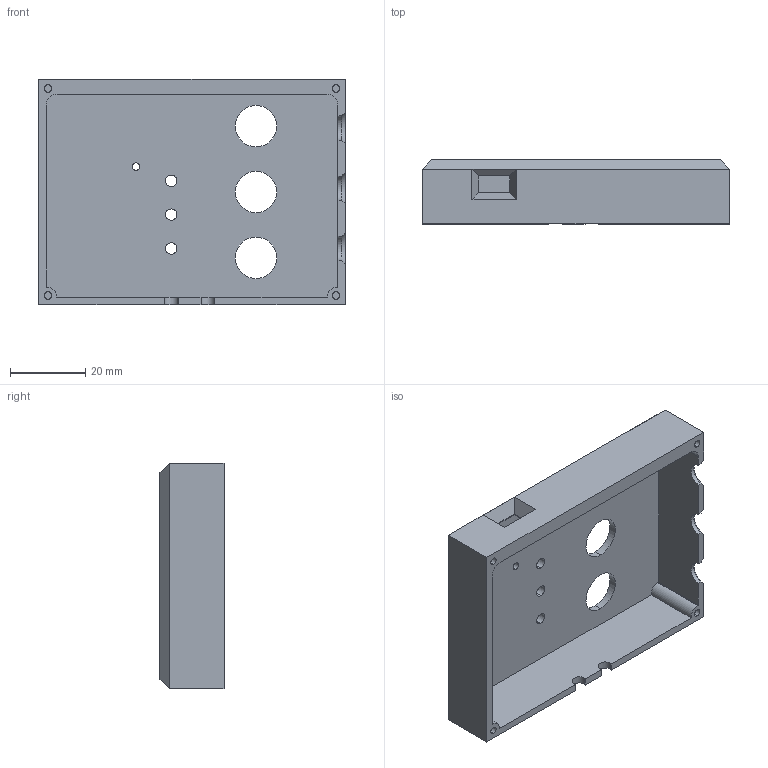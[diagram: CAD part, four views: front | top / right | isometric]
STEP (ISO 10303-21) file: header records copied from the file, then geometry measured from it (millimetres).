
FILE_DESCRIPTION (( 'STEP AP214' ), '1' );
FILE_NAME ('Twitch Main V3.STEP', '2024-03-28T12:53:32', ( '' ), ( '' ), 'SwSTEP 2.0', 'SolidWorks 2020', '' );
FILE_SCHEMA (( 'AUTOMOTIVE_DESIGN' ));
Length unit declared in the file: millimetre
Products named in the file (1): Twitch Main V3
Bounding box: 81.5 x 17 x 60 mm (x, y, z)
Volume: 18436.5 mm3; surface area: 18183.4 mm2
Topology: 1 solids, 1 shells, 353 faces, 956 edges, 634 vertices
Faces by surface type: plane 222, bspline 89, cylinder 39, cone 3
Entity records: 15997 total; most frequent: CARTESIAN_POINT 7579, ORIENTED_EDGE 1912, DIRECTION 1383, EDGE_CURVE 956, LINE 691, VECTOR 691, VERTEX_POINT 634, EDGE_LOOP 398
